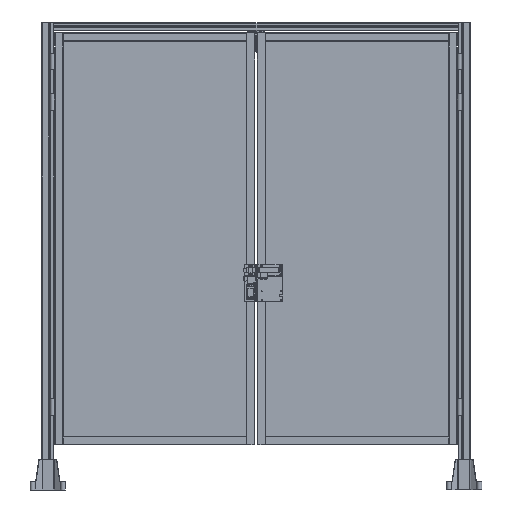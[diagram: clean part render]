
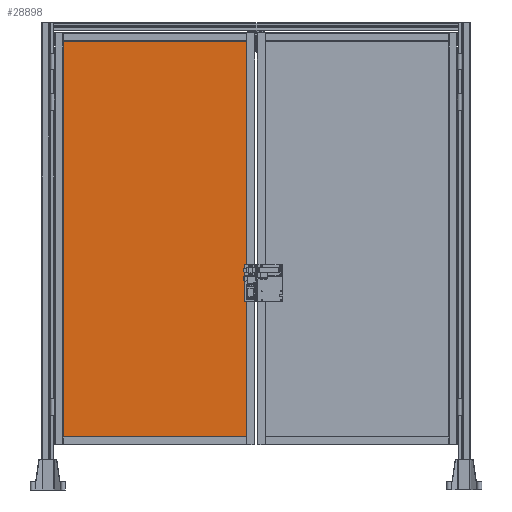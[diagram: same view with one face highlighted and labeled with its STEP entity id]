
A CAD part, front view. The second image highlights one B-rep face of the part: STEP entity #28898.
In plain terms, the highlighted planar face has unit normal (0, -1, 0).
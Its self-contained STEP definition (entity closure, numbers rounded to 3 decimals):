
#28795=CARTESIAN_POINT('',(-1463.,-37.7,86.001));
#28796=DIRECTION('',(0.0,1.0,0.0));
#28797=DIRECTION('',(0.0,0.0,-1.0));
#28798=AXIS2_PLACEMENT_3D('',#28795,#28796,#28797);
#28799=PLANE('',#28798);
#28800=CARTESIAN_POINT('',(-1010.,-37.7,-913.999));
#28801=VERTEX_POINT('',#28800);
#28802=CARTESIAN_POINT('',(-1010.,-37.7,1086.001));
#28803=VERTEX_POINT('',#28802);
#28804=CARTESIAN_POINT('',(-1010.,-37.7,-913.999));
#28805=DIRECTION('',(0.0,0.0,1.0));
#28806=VECTOR('',#28805,2000.0);
#28807=LINE('',#28804,#28806);
#28808=EDGE_CURVE('',#28801,#28803,#28807,.T.);
#28809=ORIENTED_EDGE('',*,*,#28808,.T.);
#28810=CARTESIAN_POINT('',(-1011.,-37.7,1086.001));
#28811=VERTEX_POINT('',#28810);
#28812=CARTESIAN_POINT('',(-1011.,-37.7,1086.001));
#28813=DIRECTION('',(1.0,0.0,0.0));
#28814=VECTOR('',#28813,1.0);
#28815=LINE('',#28812,#28814);
#28816=EDGE_CURVE('',#28811,#28803,#28815,.T.);
#28817=ORIENTED_EDGE('',*,*,#28816,.F.);
#28818=CARTESIAN_POINT('',(-1011.,-37.7,1061.001));
#28819=VERTEX_POINT('',#28818);
#28820=CARTESIAN_POINT('',(-1011.,-37.7,1086.001));
#28821=DIRECTION('',(0.0,0.0,-1.0));
#28822=VECTOR('',#28821,25.);
#28823=LINE('',#28820,#28822);
#28824=EDGE_CURVE('',#28811,#28819,#28823,.T.);
#28825=ORIENTED_EDGE('',*,*,#28824,.T.);
#28826=CARTESIAN_POINT('',(-1915.0,-37.7,1061.001));
#28827=VERTEX_POINT('',#28826);
#28828=CARTESIAN_POINT('',(-1011.,-37.7,1061.001));
#28829=DIRECTION('',(-1.0,0.0,0.0));
#28830=VECTOR('',#28829,904.0);
#28831=LINE('',#28828,#28830);
#28832=EDGE_CURVE('',#28819,#28827,#28831,.T.);
#28833=ORIENTED_EDGE('',*,*,#28832,.T.);
#28834=CARTESIAN_POINT('',(-1915.0,-37.7,1086.001));
#28835=VERTEX_POINT('',#28834);
#28836=CARTESIAN_POINT('',(-1915.0,-37.7,1061.001));
#28837=DIRECTION('',(0.0,0.0,1.0));
#28838=VECTOR('',#28837,25.);
#28839=LINE('',#28836,#28838);
#28840=EDGE_CURVE('',#28827,#28835,#28839,.T.);
#28841=ORIENTED_EDGE('',*,*,#28840,.T.);
#28842=CARTESIAN_POINT('',(-1916.,-37.7,1086.001));
#28843=VERTEX_POINT('',#28842);
#28844=CARTESIAN_POINT('',(-1916.,-37.7,1086.001));
#28845=DIRECTION('',(1.0,0.0,0.0));
#28846=VECTOR('',#28845,1.);
#28847=LINE('',#28844,#28846);
#28848=EDGE_CURVE('',#28843,#28835,#28847,.T.);
#28849=ORIENTED_EDGE('',*,*,#28848,.F.);
#28850=CARTESIAN_POINT('',(-1916.,-37.7,-913.999));
#28851=VERTEX_POINT('',#28850);
#28852=CARTESIAN_POINT('',(-1916.,-37.7,1086.001));
#28853=DIRECTION('',(0.0,0.0,-1.0));
#28854=VECTOR('',#28853,2000.);
#28855=LINE('',#28852,#28854);
#28856=EDGE_CURVE('',#28843,#28851,#28855,.T.);
#28857=ORIENTED_EDGE('',*,*,#28856,.T.);
#28858=CARTESIAN_POINT('',(-1915.,-37.7,-913.999));
#28859=VERTEX_POINT('',#28858);
#28860=CARTESIAN_POINT('',(-1915.,-37.7,-913.999));
#28861=DIRECTION('',(-1.0,0.0,0.0));
#28862=VECTOR('',#28861,1.0);
#28863=LINE('',#28860,#28862);
#28864=EDGE_CURVE('',#28859,#28851,#28863,.T.);
#28865=ORIENTED_EDGE('',*,*,#28864,.F.);
#28866=CARTESIAN_POINT('',(-1915.0,-37.7,-889.001));
#28867=VERTEX_POINT('',#28866);
#28868=CARTESIAN_POINT('',(-1915.0,-37.7,-913.999));
#28869=DIRECTION('',(0.0,0.0,1.0));
#28870=VECTOR('',#28869,24.998);
#28871=LINE('',#28868,#28870);
#28872=EDGE_CURVE('',#28859,#28867,#28871,.T.);
#28873=ORIENTED_EDGE('',*,*,#28872,.T.);
#28874=CARTESIAN_POINT('',(-1011.,-37.7,-889.001));
#28875=VERTEX_POINT('',#28874);
#28876=CARTESIAN_POINT('',(-1915.0,-37.7,-889.001));
#28877=DIRECTION('',(1.0,0.0,0.0));
#28878=VECTOR('',#28877,904.0);
#28879=LINE('',#28876,#28878);
#28880=EDGE_CURVE('',#28867,#28875,#28879,.T.);
#28881=ORIENTED_EDGE('',*,*,#28880,.T.);
#28882=CARTESIAN_POINT('',(-1011.,-37.7,-913.999));
#28883=VERTEX_POINT('',#28882);
#28884=CARTESIAN_POINT('',(-1011.,-37.7,-889.001));
#28885=DIRECTION('',(0.0,0.0,-1.0));
#28886=VECTOR('',#28885,24.998);
#28887=LINE('',#28884,#28886);
#28888=EDGE_CURVE('',#28875,#28883,#28887,.T.);
#28889=ORIENTED_EDGE('',*,*,#28888,.T.);
#28890=CARTESIAN_POINT('',(-1010.,-37.7,-913.999));
#28891=DIRECTION('',(-1.0,0.0,0.0));
#28892=VECTOR('',#28891,1.);
#28893=LINE('',#28890,#28892);
#28894=EDGE_CURVE('',#28801,#28883,#28893,.T.);
#28895=ORIENTED_EDGE('',*,*,#28894,.F.);
#28896=EDGE_LOOP('',(#28809,#28817,#28825,#28833,#28841,#28849,#28857,#28865,#28873,#28881,#28889,#28895));
#28897=FACE_OUTER_BOUND('',#28896,.T.);
#28898=ADVANCED_FACE('',(#28897),#28799,.F.);
